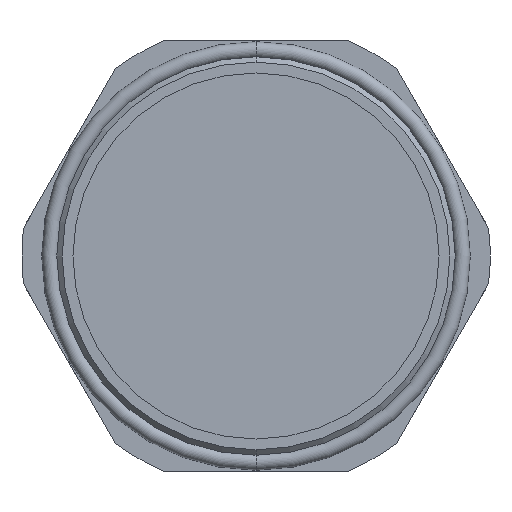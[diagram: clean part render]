
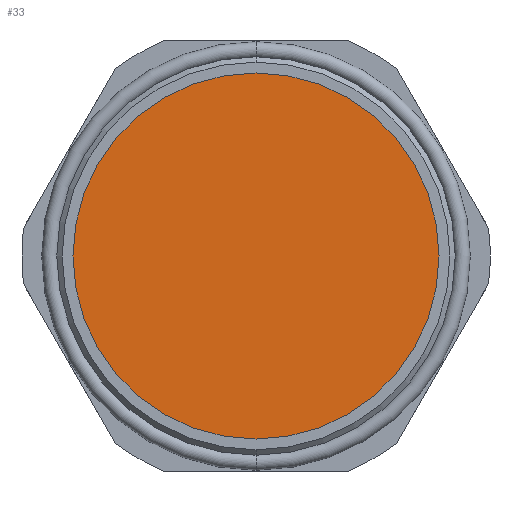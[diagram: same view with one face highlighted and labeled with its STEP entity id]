
A CAD part, front view. The second image highlights one B-rep face of the part: STEP entity #33.
In plain terms, the highlighted planar face has unit normal (0, -1, 0).
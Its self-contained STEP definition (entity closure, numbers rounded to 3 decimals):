
#5 = EDGE_CURVE ( 'NONE', #25, #8, #434, .T. ) ;
#8 = VERTEX_POINT ( 'NONE', #427 ) ;
#25 = VERTEX_POINT ( 'NONE', #540 ) ;
#33 = ADVANCED_FACE ( 'NONE', ( #547 ), #535, .F. ) ;
#34 = ORIENTED_EDGE ( 'NONE', *, *, #5, .T. ) ;
#36 = EDGE_CURVE ( 'NONE', #8, #25, #532, .T. ) ;
#212 = ORIENTED_EDGE ( 'NONE', *, *, #36, .T. ) ;
#216 = EDGE_LOOP ( 'NONE', ( #212, #34 ) ) ;
#421 = DIRECTION ( 'NONE',  ( 0., 0., -1. ) ) ;
#422 = DIRECTION ( 'NONE',  ( 0., -1., 0. ) ) ;
#423 = CARTESIAN_POINT ( 'NONE',  ( 0., -1.5, 0. ) ) ;
#424 = AXIS2_PLACEMENT_3D ( 'NONE', #423, #422, #421 ) ;
#427 = CARTESIAN_POINT ( 'NONE',  ( 0., -1.5, -17. ) ) ;
#430 = DIRECTION ( 'NONE',  ( 0., 0., -1. ) ) ;
#431 = DIRECTION ( 'NONE',  ( 0., -1., 0. ) ) ;
#432 = CARTESIAN_POINT ( 'NONE',  ( 0., -1.5, 0. ) ) ;
#433 = AXIS2_PLACEMENT_3D ( 'NONE', #432, #431, #430 ) ;
#434 = CIRCLE ( 'NONE', #433, 17. ) ;
#525 = DIRECTION ( 'NONE',  ( 0., 0., 1. ) ) ;
#526 = DIRECTION ( 'NONE',  ( 0., 1., 0. ) ) ;
#527 = CARTESIAN_POINT ( 'NONE',  ( -17., -1.5, 0. ) ) ;
#530 = AXIS2_PLACEMENT_3D ( 'NONE', #527, #526, #525 ) ;
#532 = CIRCLE ( 'NONE', #424, 17. ) ;
#535 = PLANE ( 'NONE',  #530 ) ;
#540 = CARTESIAN_POINT ( 'NONE',  ( 0., -1.5, 17. ) ) ;
#547 = FACE_OUTER_BOUND ( 'NONE', #216, .T. ) ;
